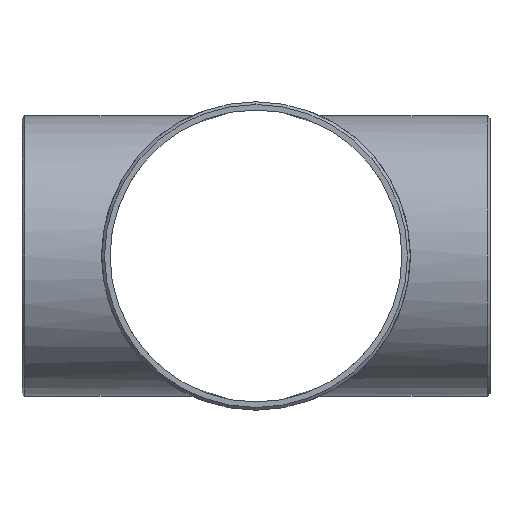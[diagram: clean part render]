
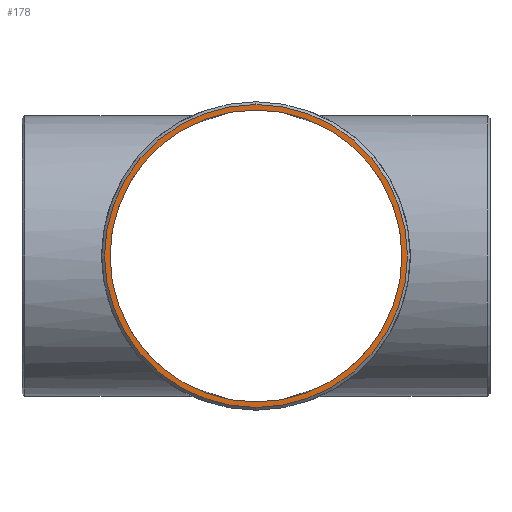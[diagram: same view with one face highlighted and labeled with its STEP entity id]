
A CAD part, left-side view. The second image highlights one B-rep face of the part: STEP entity #178.
In plain terms, the highlighted planar face has unit normal (-1, 0, 0).
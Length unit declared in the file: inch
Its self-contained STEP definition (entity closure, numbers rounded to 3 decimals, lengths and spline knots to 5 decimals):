
#62 = CARTESIAN_POINT ( 'NONE',  ( -11., 0., -6.625 ) ) ;
#135 = EDGE_CURVE ( 'NONE', #444, #1600, #1262, .T. ) ;
#178 = ADVANCED_FACE ( 'NONE', ( #1615, #214 ), #1496, .T. ) ;
#192 = CARTESIAN_POINT ( 'NONE',  ( -11., 0., 0. ) ) ;
#214 = FACE_BOUND ( 'NONE', #375, .T. ) ;
#229 = CARTESIAN_POINT ( 'NONE',  ( -11., 0., 0. ) ) ;
#266 = EDGE_CURVE ( 'NONE', #1600, #444, #950, .T. ) ;
#319 = ORIENTED_EDGE ( 'NONE', *, *, #135, .T. ) ;
#331 = CARTESIAN_POINT ( 'NONE',  ( -11., 0., 0. ) ) ;
#349 = ORIENTED_EDGE ( 'NONE', *, *, #629, .T. ) ;
#354 = DIRECTION ( 'NONE',  ( 0., 0., 1. ) ) ;
#361 = DIRECTION ( 'NONE',  ( 0., 0., 1. ) ) ;
#375 = EDGE_LOOP ( 'NONE', ( #319, #1475 ) ) ;
#444 = VERTEX_POINT ( 'NONE', #1595 ) ;
#473 = AXIS2_PLACEMENT_3D ( 'NONE', #192, #987, #354 ) ;
#484 = DIRECTION ( 'NONE',  ( 0., 0., -1. ) ) ;
#498 = AXIS2_PLACEMENT_3D ( 'NONE', #854, #1353, #1233 ) ;
#572 = AXIS2_PLACEMENT_3D ( 'NONE', #331, #746, #484 ) ;
#626 = CIRCLE ( 'NONE', #498, 6.875 ) ;
#629 = EDGE_CURVE ( 'NONE', #1186, #932, #626, .T. ) ;
#746 = DIRECTION ( 'NONE',  ( -1., 0., 0. ) ) ;
#854 = CARTESIAN_POINT ( 'NONE',  ( -11., 0., 0. ) ) ;
#932 = VERTEX_POINT ( 'NONE', #1598 ) ;
#942 = CARTESIAN_POINT ( 'NONE',  ( -11., 0., -6.875 ) ) ;
#950 = CIRCLE ( 'NONE', #473, 6.625 ) ;
#983 = AXIS2_PLACEMENT_3D ( 'NONE', #1339, #1115, #361 ) ;
#987 = DIRECTION ( 'NONE',  ( 1., 0., 0. ) ) ;
#1064 = EDGE_CURVE ( 'NONE', #932, #1186, #1634, .T. ) ;
#1100 = DIRECTION ( 'NONE',  ( 0., 0., 1. ) ) ;
#1115 = DIRECTION ( 'NONE',  ( 1., 0., 0. ) ) ;
#1123 = DIRECTION ( 'NONE',  ( -1., 0., 0. ) ) ;
#1140 = ORIENTED_EDGE ( 'NONE', *, *, #1064, .T. ) ;
#1159 = AXIS2_PLACEMENT_3D ( 'NONE', #229, #1123, #1100 ) ;
#1186 = VERTEX_POINT ( 'NONE', #942 ) ;
#1233 = DIRECTION ( 'NONE',  ( 0., 0., 1. ) ) ;
#1251 = EDGE_LOOP ( 'NONE', ( #349, #1140 ) ) ;
#1262 = CIRCLE ( 'NONE', #983, 6.625 ) ;
#1339 = CARTESIAN_POINT ( 'NONE',  ( -11., 0., 0. ) ) ;
#1353 = DIRECTION ( 'NONE',  ( -1., 0., 0. ) ) ;
#1475 = ORIENTED_EDGE ( 'NONE', *, *, #266, .T. ) ;
#1496 = PLANE ( 'NONE',  #572 ) ;
#1595 = CARTESIAN_POINT ( 'NONE',  ( -11., 0., 6.625 ) ) ;
#1598 = CARTESIAN_POINT ( 'NONE',  ( -11., 0., 6.875 ) ) ;
#1600 = VERTEX_POINT ( 'NONE', #62 ) ;
#1615 = FACE_OUTER_BOUND ( 'NONE', #1251, .T. ) ;
#1634 = CIRCLE ( 'NONE', #1159, 6.875 ) ;
